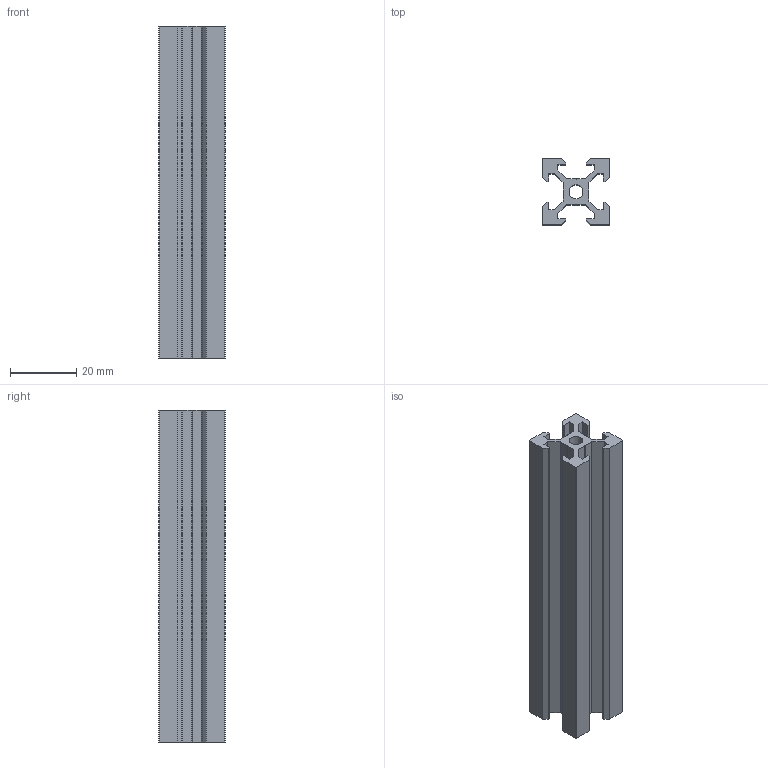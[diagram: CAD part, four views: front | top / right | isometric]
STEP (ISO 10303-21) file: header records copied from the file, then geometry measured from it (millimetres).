
FILE_DESCRIPTION(('FreeCAD Model'),'2;1');
FILE_NAME('Open CASCADE Shape Model','2021-02-21T18:51:30',('FreeCAD'),( 'FreeCAD'),'Open CASCADE STEP processor 7.5','FreeCAD','Unknown');
FILE_SCHEMA(('AUTOMOTIVE_DESIGN { 1 0 10303 214 1 1 1 1 }'));
Length unit declared in the file: millimetre
Products named in the file (3): Open CASCADE STEP translator 7.5 2; Open CASCADE STEP translator 7.5 2.1; Open CASCADE STEP translator 7.5 2.2
Assembly tree (2 placements, depth 2):
  Open CASCADE STEP translator 7.5 2
    Open CASCADE STEP translator 7.5 2.1
    Open CASCADE STEP translator 7.5 2.2
Bounding box: 20 x 20 x 100 mm (x, y, z)
Volume: 34847.3 mm3; surface area: 33157.1 mm2
Topology: 2 solids, 2 shells, 142 faces, 414 edges, 276 vertices
Faces by surface type: plane 132, cylinder 10
Full cylindrical faces by diameter (mm): 4.2 x2
Entity records: 10088 total; most frequent: CARTESIAN_POINT 1735, DIRECTION 1540, LINE 1202, VECTOR 1202, ORIENTED_EDGE 828, PCURVE 828, DEFINITIONAL_REPRESENTATION 828, EDGE_CURVE 414
